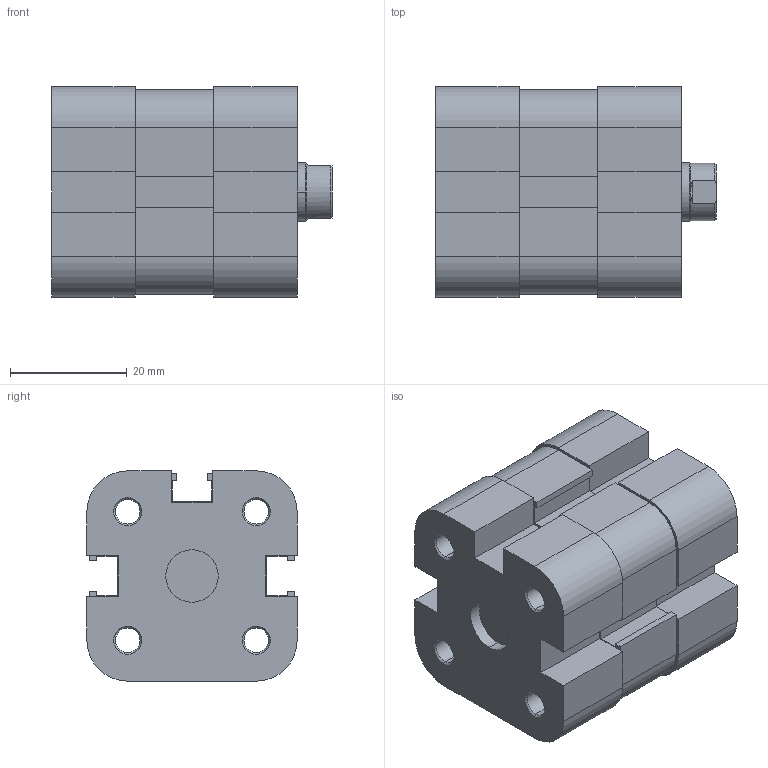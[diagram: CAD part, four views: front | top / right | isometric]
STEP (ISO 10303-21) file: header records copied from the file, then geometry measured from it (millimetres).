
FILE_DESCRIPTION (( 'STEP AP214' ), '1' );
FILE_NAME ('PKS20-5CYLINDER.STEP', '2010-09-23T08:24:56', ( '' ), ( '' ), 'SwSTEP 2.0', 'SolidWorks 2010', '' );
FILE_SCHEMA (( 'AUTOMOTIVE_DESIGN' ));
Length unit declared in the file: millimetre
Products named in the file (5): PK  20  ARKA KAPAK-2_Varsayýlan; PK  20  BORU-1_Varsayýlan; PKS 20  ÖN  KAPAK-1_Varsayýlan; PK  20'' LÝK MÝL_Varsayýlan; PKS20-5CYLINDER
Assembly tree (4 placements, depth 2):
  PKS20-5CYLINDER
    PK  20  ARKA KAPAK-2_Varsayýlan
    PK  20  BORU-1_Varsayýlan
    PK  20'' LÝK MÝL_Varsayýlan
    PKS 20  ÖN  KAPAK-1_Varsayýlan
Bounding box: 48 x 36 x 36 mm (x, y, z)
Volume: 40526 mm3; surface area: 19554.2 mm2
Topology: 4 solids, 4 shells, 224 faces, 599 edges, 388 vertices
Faces by surface type: plane 104, cylinder 89, cone 31
Entity records: 7496 total; most frequent: DIRECTION 1258, CARTESIAN_POINT 1240, ORIENTED_EDGE 1194, EDGE_CURVE 597, AXIS2_PLACEMENT_3D 438, VERTEX_POINT 388, VECTOR 382, LINE 382
